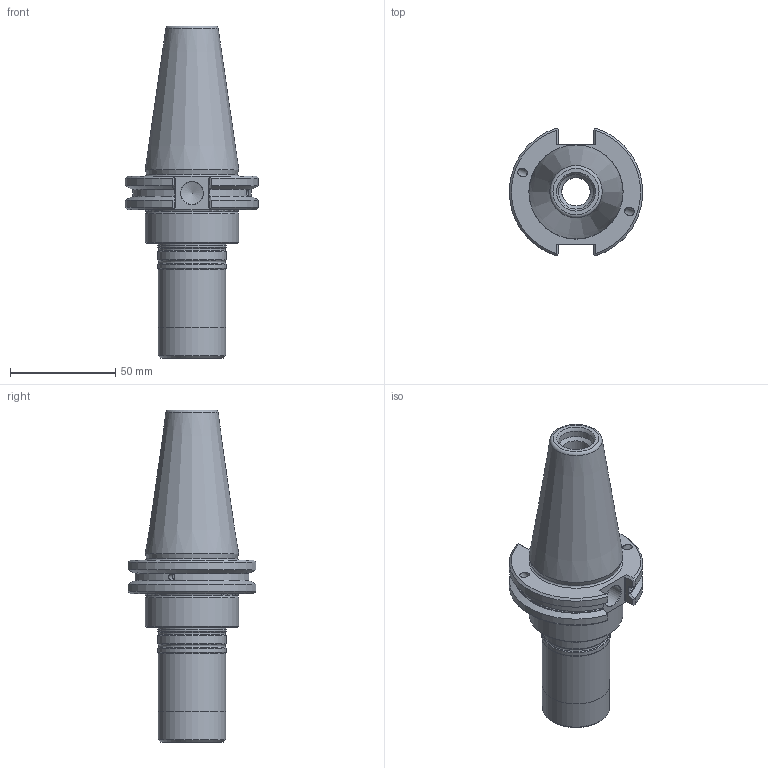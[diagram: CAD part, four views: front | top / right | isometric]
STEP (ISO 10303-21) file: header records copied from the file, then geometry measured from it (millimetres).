
FILE_DESCRIPTION(/* description */ (''),/* implementation_level */ '2;1');
FILE_NAME(/* name */ '434012554.stp',/* time_stamp */ '2021-01-08T12:39:02',/* author */ ('LRA'),/* organization */ ('REGO-FIX'),/* preprocessor_version */ ' Unknown',/* originating_system */ 'SIEMENS PLM Software Solid Edge ST10',/* authorization */ 'Unknown');
FILE_SCHEMA (('AUTOMOTIVE_DESIGN { 1 0 10303 214 2 1 1}'));
Length unit declared in the file: millimetre
Products named in the file (1): NOCUT
Bounding box: 63.28 x 60.79 x 157.85 mm (x, y, z)
Volume: 144964.9 mm3; surface area: 32724.9 mm2
Topology: 1 solids, 1 shells, 114 faces, 310 edges, 197 vertices
Faces by surface type: cylinder 33, plane 32, cone 28, torus 13, bspline 8
Full cylindrical faces by diameter (mm): 3.242 x4, 3.9 x2, 10.7 x1, 13.5 x1, 13.53 x2, 16.5 x1, 18 x1, 32 x2, 32.5 x4, 44.45 x1
Entity records: 4259 total; most frequent: CARTESIAN_POINT 984, ORIENTED_EDGE 482, DIRECTION 459, EDGE_CURVE 241, AXIS2_PLACEMENT_3D 197, VERTEX_POINT 181, FACE_BOUND 176, EDGE_LOOP 173
